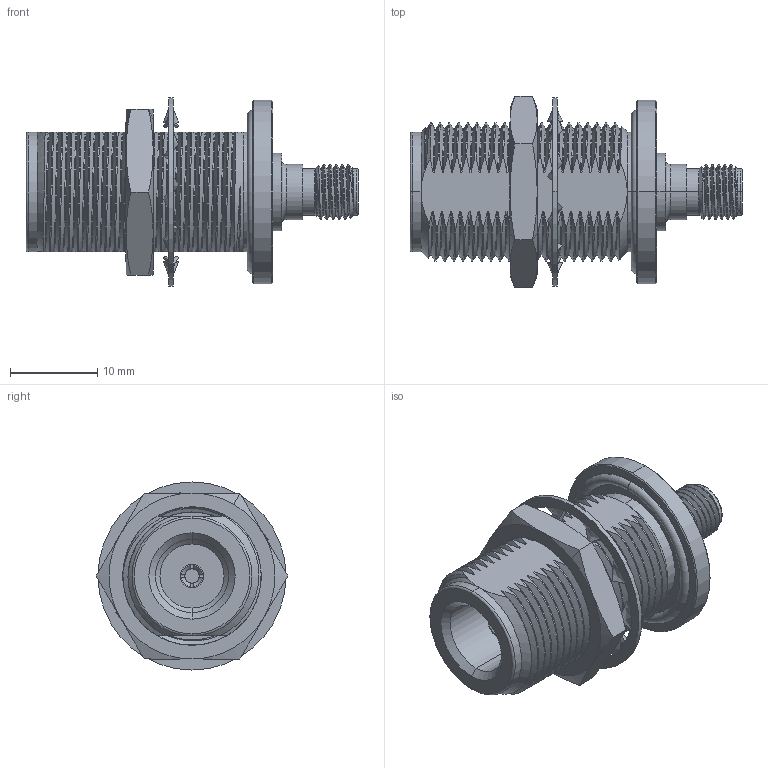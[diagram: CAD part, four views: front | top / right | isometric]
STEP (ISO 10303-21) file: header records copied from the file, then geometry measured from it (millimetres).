
FILE_DESCRIPTION (( 'STEP AP203' ), '1' );
FILE_NAME ('PE9486.step', '2018-05-02T21:22:02', ( '' ), ( '' ), 'SwSTEP 2.0', 'SolidWorks 2017', '' );
FILE_SCHEMA (( 'CONFIG_CONTROL_DESIGN' ));
Products named in the file (1): PE9486
Bounding box: 38.1 x 22 x 21.59 mm (x, y, z)
Volume: 5385.2 mm3; surface area: 4674.5 mm2
Topology: 5 solids, 6 shells, 400 faces, 1130 edges, 750 vertices
Faces by surface type: bspline 180, cylinder 117, plane 50, cone 43, torus 10
Entity records: 113633 total; most frequent: CARTESIAN_POINT 105345, ORIENTED_EDGE 2260, EDGE_CURVE 1130, DIRECTION 1077, VERTEX_POINT 750, EDGE_LOOP 416, AXIS2_PLACEMENT_3D 401, ADVANCED_FACE 400
